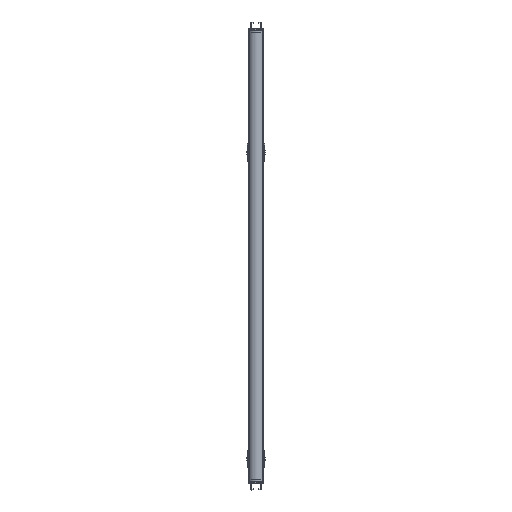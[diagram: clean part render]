
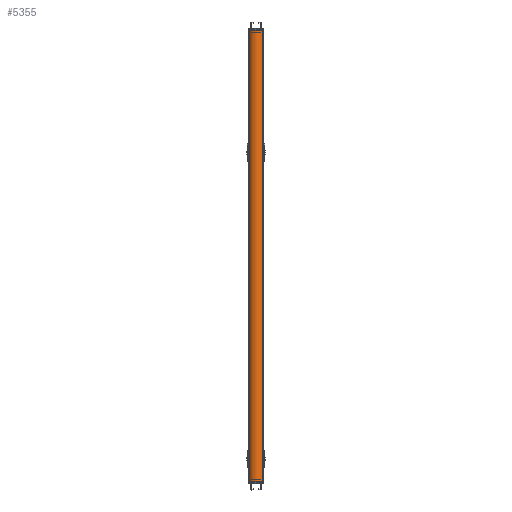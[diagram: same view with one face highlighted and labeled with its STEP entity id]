
A CAD part, front view. The second image highlights one B-rep face of the part: STEP entity #5355.
In plain terms, the highlighted cylindrical face has radius 10 mm (diameter 20 mm), a full revolution.
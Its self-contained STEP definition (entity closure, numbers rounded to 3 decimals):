
#442=FACE_OUTER_BOUND('',#750,.T.);
#750=EDGE_LOOP('',(#3659,#3660,#3661,#3662));
#1086=LINE('',#8545,#1560);
#1560=VECTOR('',#6734,10.);
#2037=CIRCLE('',#6040,10.);
#2038=CIRCLE('',#6041,10.);
#2347=VERTEX_POINT('',#8542);
#2348=VERTEX_POINT('',#8544);
#2867=EDGE_CURVE('',#2347,#2347,#2037,.T.);
#2868=EDGE_CURVE('',#2347,#2348,#1086,.T.);
#2869=EDGE_CURVE('',#2348,#2348,#2038,.T.);
#3659=ORIENTED_EDGE('',*,*,#2867,.T.);
#3660=ORIENTED_EDGE('',*,*,#2868,.T.);
#3661=ORIENTED_EDGE('',*,*,#2869,.F.);
#3662=ORIENTED_EDGE('',*,*,#2868,.F.);
#5216=CYLINDRICAL_SURFACE('',#6039,10.);
#5355=ADVANCED_FACE('',(#442),#5216,.T.);
#6039=AXIS2_PLACEMENT_3D('',#8541,#6730,#6731);
#6040=AXIS2_PLACEMENT_3D('',#8543,#6732,#6733);
#6041=AXIS2_PLACEMENT_3D('',#8546,#6735,#6736);
#6730=DIRECTION('center_axis',(0.,0.,1.));
#6731=DIRECTION('ref_axis',(-1.,0.,0.));
#6732=DIRECTION('center_axis',(0.,0.,-1.));
#6733=DIRECTION('ref_axis',(-1.,0.,0.));
#6734=DIRECTION('',(0.,0.,-1.));
#6735=DIRECTION('center_axis',(0.,0.,-1.));
#6736=DIRECTION('ref_axis',(-1.,0.,0.));
#8541=CARTESIAN_POINT('Origin',(0.,0.,0.));
#8542=CARTESIAN_POINT('',(10.,0.,622.6));
#8543=CARTESIAN_POINT('Origin',(0.,0.,622.6));
#8544=CARTESIAN_POINT('',(10.,0.,0.));
#8545=CARTESIAN_POINT('',(10.,0.,0.));
#8546=CARTESIAN_POINT('Origin',(0.,0.,0.));
